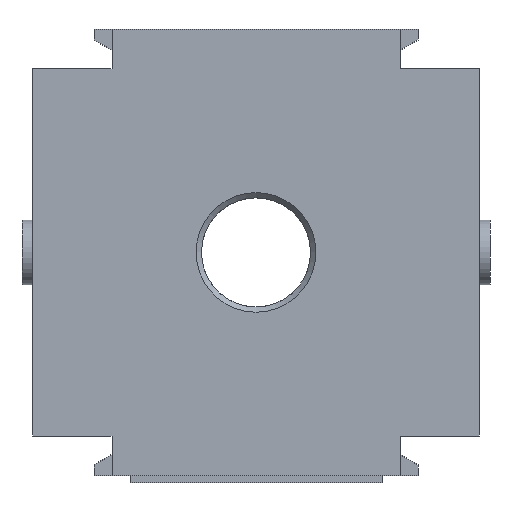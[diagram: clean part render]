
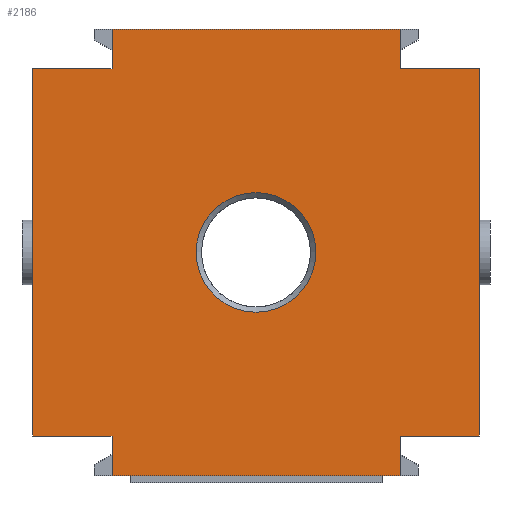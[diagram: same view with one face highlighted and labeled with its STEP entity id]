
A CAD part, front view. The second image highlights one B-rep face of the part: STEP entity #2186.
In plain terms, the highlighted planar face has unit normal (0, -1, 0).
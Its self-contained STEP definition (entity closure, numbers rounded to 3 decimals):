
#128=CIRCLE('',#2376,16.625);
#367=ORIENTED_EDGE('',*,*,#953,.F.);
#368=ORIENTED_EDGE('',*,*,#784,.F.);
#369=ORIENTED_EDGE('',*,*,#821,.F.);
#370=ORIENTED_EDGE('',*,*,#954,.F.);
#371=ORIENTED_EDGE('',*,*,#955,.F.);
#372=ORIENTED_EDGE('',*,*,#956,.F.);
#373=ORIENTED_EDGE('',*,*,#891,.F.);
#374=ORIENTED_EDGE('',*,*,#852,.F.);
#375=ORIENTED_EDGE('',*,*,#882,.F.);
#376=ORIENTED_EDGE('',*,*,#957,.F.);
#377=ORIENTED_EDGE('',*,*,#958,.F.);
#378=ORIENTED_EDGE('',*,*,#959,.F.);
#379=ORIENTED_EDGE('',*,*,#824,.F.);
#784=EDGE_CURVE('',#1095,#1096,#1311,.T.);
#821=EDGE_CURVE('',#1128,#1095,#1340,.T.);
#824=EDGE_CURVE('',#1096,#1131,#1342,.T.);
#852=EDGE_CURVE('',#1155,#1156,#1363,.T.);
#882=EDGE_CURVE('',#1182,#1155,#1386,.T.);
#891=EDGE_CURVE('',#1156,#1189,#1392,.T.);
#953=EDGE_CURVE('',#1236,#1236,#128,.T.);
#954=EDGE_CURVE('',#1237,#1128,#1437,.T.);
#955=EDGE_CURVE('',#1238,#1237,#1438,.T.);
#956=EDGE_CURVE('',#1189,#1238,#1439,.T.);
#957=EDGE_CURVE('',#1239,#1182,#1440,.T.);
#958=EDGE_CURVE('',#1240,#1239,#1441,.T.);
#959=EDGE_CURVE('',#1131,#1240,#1442,.T.);
#1095=VERTEX_POINT('',#3146);
#1096=VERTEX_POINT('',#3148);
#1128=VERTEX_POINT('',#3220);
#1131=VERTEX_POINT('',#3228);
#1155=VERTEX_POINT('',#3281);
#1156=VERTEX_POINT('',#3283);
#1182=VERTEX_POINT('',#3341);
#1189=VERTEX_POINT('',#3359);
#1236=VERTEX_POINT('',#3564);
#1237=VERTEX_POINT('',#3566);
#1238=VERTEX_POINT('',#3568);
#1239=VERTEX_POINT('',#3571);
#1240=VERTEX_POINT('',#3573);
#1311=LINE('',#3147,#1541);
#1340=LINE('',#3221,#1570);
#1342=LINE('',#3227,#1572);
#1363=LINE('',#3282,#1593);
#1386=LINE('',#3342,#1616);
#1392=LINE('',#3358,#1622);
#1437=LINE('',#3565,#1667);
#1438=LINE('',#3567,#1668);
#1439=LINE('',#3569,#1669);
#1440=LINE('',#3570,#1670);
#1441=LINE('',#3572,#1671);
#1442=LINE('',#3574,#1672);
#1541=VECTOR('',#2518,1000.);
#1570=VECTOR('',#2571,1000.);
#1572=VECTOR('',#2577,1000.);
#1593=VECTOR('',#2616,1000.);
#1616=VECTOR('',#2659,1000.);
#1622=VECTOR('',#2673,1000.);
#1667=VECTOR('',#2768,1000.);
#1668=VECTOR('',#2769,1000.);
#1669=VECTOR('',#2770,1000.);
#1670=VECTOR('',#2771,1000.);
#1671=VECTOR('',#2772,1000.);
#1672=VECTOR('',#2773,1000.);
#1795=EDGE_LOOP('',(#367));
#1796=EDGE_LOOP('',(#368,#369,#370,#371,#372,#373,#374,#375,#376,#377,#378,
#379));
#1951=FACE_BOUND('',#1795,.T.);
#1952=FACE_BOUND('',#1796,.T.);
#2100=PLANE('',#2375);
#2186=ADVANCED_FACE('',(#1951,#1952),#2100,.F.);
#2375=AXIS2_PLACEMENT_3D('',#3562,#2764,#2765);
#2376=AXIS2_PLACEMENT_3D('',#3563,#2766,#2767);
#2518=DIRECTION('',(1.,0.,0.));
#2571=DIRECTION('',(0.,0.,1.));
#2577=DIRECTION('',(0.,0.,-1.));
#2616=DIRECTION('',(-1.,0.,0.));
#2659=DIRECTION('',(0.,0.,-1.));
#2673=DIRECTION('',(0.,0.,1.));
#2764=DIRECTION('',(0.,1.,0.));
#2765=DIRECTION('',(0.,0.,1.));
#2766=DIRECTION('',(0.,-1.,0.));
#2767=DIRECTION('',(0.,0.,-1.));
#2768=DIRECTION('',(1.,0.,0.));
#2769=DIRECTION('',(0.,0.,1.));
#2770=DIRECTION('',(-1.,0.,0.));
#2771=DIRECTION('',(-1.,0.,0.));
#2772=DIRECTION('',(0.,0.,-1.));
#2773=DIRECTION('',(1.,0.,0.));
#3146=CARTESIAN_POINT('',(-40.,-61.,62.));
#3147=CARTESIAN_POINT('',(-62.,-61.,62.));
#3148=CARTESIAN_POINT('',(40.,-61.,62.));
#3220=CARTESIAN_POINT('',(-40.,-61.,51.));
#3221=CARTESIAN_POINT('',(-40.,-61.,0.));
#3227=CARTESIAN_POINT('',(40.,-61.,0.));
#3228=CARTESIAN_POINT('',(40.,-61.,51.));
#3281=CARTESIAN_POINT('',(40.,-61.,-62.));
#3282=CARTESIAN_POINT('',(62.,-61.,-62.));
#3283=CARTESIAN_POINT('',(-40.,-61.,-62.));
#3341=CARTESIAN_POINT('',(40.,-61.,-51.));
#3342=CARTESIAN_POINT('',(40.,-61.,0.));
#3358=CARTESIAN_POINT('',(-40.,-61.,0.));
#3359=CARTESIAN_POINT('',(-40.,-61.,-51.));
#3562=CARTESIAN_POINT('',(0.,-61.,0.));
#3563=CARTESIAN_POINT('',(0.,-61.,0.));
#3564=CARTESIAN_POINT('',(0.,-61.,-16.625));
#3565=CARTESIAN_POINT('',(0.,-61.,51.));
#3566=CARTESIAN_POINT('',(-62.,-61.,51.));
#3567=CARTESIAN_POINT('',(-62.,-61.,-62.));
#3568=CARTESIAN_POINT('',(-62.,-61.,-51.));
#3569=CARTESIAN_POINT('',(0.,-61.,-51.));
#3570=CARTESIAN_POINT('',(0.,-61.,-51.));
#3571=CARTESIAN_POINT('',(62.,-61.,-51.));
#3572=CARTESIAN_POINT('',(62.,-61.,62.));
#3573=CARTESIAN_POINT('',(62.,-61.,51.));
#3574=CARTESIAN_POINT('',(0.,-61.,51.));
